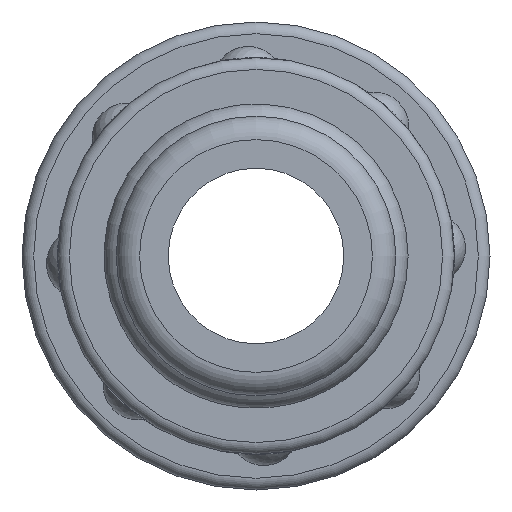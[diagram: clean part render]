
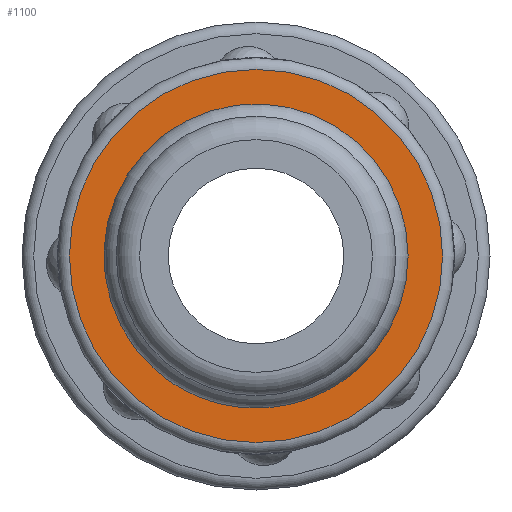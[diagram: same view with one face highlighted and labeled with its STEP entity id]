
A CAD part, left-side view. The second image highlights one B-rep face of the part: STEP entity #1100.
In plain terms, the highlighted planar face has unit normal (-1, 0, 0).
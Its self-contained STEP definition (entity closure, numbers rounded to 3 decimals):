
#54=FACE_BOUND('',#189,.T.);
#76=PLANE('',#1201);
#114=FACE_OUTER_BOUND('',#188,.T.);
#188=EDGE_LOOP('',(#731));
#189=EDGE_LOOP('',(#732));
#378=CIRCLE('',#1202,7.975);
#379=CIRCLE('',#1203,5.975);
#478=VERTEX_POINT('',#2046);
#479=VERTEX_POINT('',#2048);
#579=EDGE_CURVE('',#478,#478,#378,.T.);
#580=EDGE_CURVE('',#479,#479,#379,.T.);
#731=ORIENTED_EDGE('',*,*,#579,.F.);
#732=ORIENTED_EDGE('',*,*,#580,.F.);
#1100=ADVANCED_FACE('',(#114,#54),#76,.T.);
#1201=AXIS2_PLACEMENT_3D('',#2045,#1391,#1392);
#1202=AXIS2_PLACEMENT_3D('',#2047,#1393,#1394);
#1203=AXIS2_PLACEMENT_3D('',#2049,#1395,#1396);
#1391=DIRECTION('center_axis',(-1.,0.,0.));
#1392=DIRECTION('ref_axis',(0.,-1.,0.));
#1393=DIRECTION('center_axis',(1.,0.,0.));
#1394=DIRECTION('ref_axis',(0.,0.,
-1.));
#1395=DIRECTION('center_axis',(-1.,0.,0.));
#1396=DIRECTION('ref_axis',(0.,1.,0.));
#2045=CARTESIAN_POINT('Origin',(8.575,0.,
6.75));
#2046=CARTESIAN_POINT('',(8.575,7.975,0.));
#2047=CARTESIAN_POINT('Origin',(8.575,0.,0.));
#2048=CARTESIAN_POINT('',(8.575,-5.975,0.));
#2049=CARTESIAN_POINT('Origin',(8.575,0.,0.));
